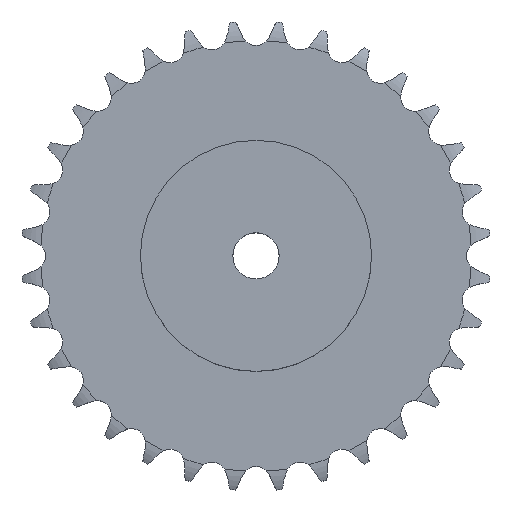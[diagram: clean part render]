
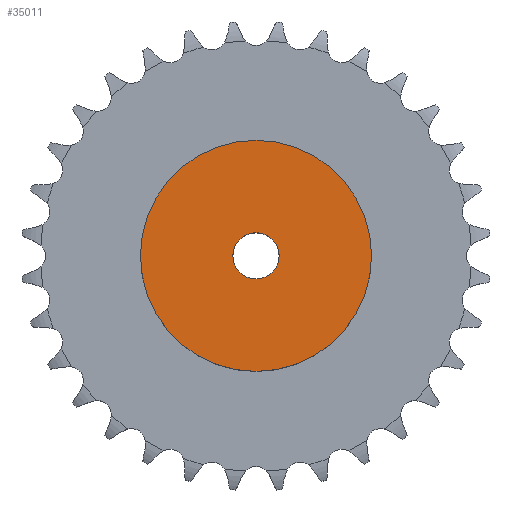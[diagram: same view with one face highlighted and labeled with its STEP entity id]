
A CAD part, top view. The second image highlights one B-rep face of the part: STEP entity #35011.
In plain terms, the highlighted planar face has unit normal (0, 0, 1).
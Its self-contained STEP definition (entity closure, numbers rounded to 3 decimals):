
#4089 = CYLINDRICAL_SURFACE('',#4090,50.);
#4090 = AXIS2_PLACEMENT_3D('',#4091,#4092,#4093);
#4091 = CARTESIAN_POINT('',(0.,0.,0.));
#4092 = DIRECTION('',(-0.,-0.,-1.));
#4093 = DIRECTION('',(1.,0.,0.));
#21842 = VERTEX_POINT('',#21843);
#21843 = CARTESIAN_POINT('',(50.,0.,40.));
#21864 = EDGE_CURVE('',#21842,#21842,#21865,.T.);
#21865 = SURFACE_CURVE('',#21866,(#21871,#21878),.PCURVE_S1.);
#21866 = CIRCLE('',#21867,50.);
#21867 = AXIS2_PLACEMENT_3D('',#21868,#21869,#21870);
#21868 = CARTESIAN_POINT('',(0.,0.,40.));
#21869 = DIRECTION('',(0.,0.,1.));
#21870 = DIRECTION('',(1.,0.,0.));
#21871 = PCURVE('',#4089,#21872);
#21872 = DEFINITIONAL_REPRESENTATION('',(#21873),#21877);
#21873 = LINE('',#21874,#21875);
#21874 = CARTESIAN_POINT('',(-0.,-40.));
#21875 = VECTOR('',#21876,1.);
#21876 = DIRECTION('',(-1.,0.));
#21877 = ( GEOMETRIC_REPRESENTATION_CONTEXT(2) 
PARAMETRIC_REPRESENTATION_CONTEXT() REPRESENTATION_CONTEXT('2D SPACE',''
  ) );
#21878 = PCURVE('',#21879,#21884);
#21879 = PLANE('',#21880);
#21880 = AXIS2_PLACEMENT_3D('',#21881,#21882,#21883);
#21881 = CARTESIAN_POINT('',(0.,0.,40.)
  );
#21882 = DIRECTION('',(0.,0.,1.));
#21883 = DIRECTION('',(1.,0.,0.));
#21884 = DEFINITIONAL_REPRESENTATION('',(#21885),#21889);
#21885 = CIRCLE('',#21886,50.);
#21886 = AXIS2_PLACEMENT_2D('',#21887,#21888);
#21887 = CARTESIAN_POINT('',(0.,0.));
#21888 = DIRECTION('',(1.,0.));
#21889 = ( GEOMETRIC_REPRESENTATION_CONTEXT(2) 
PARAMETRIC_REPRESENTATION_CONTEXT() REPRESENTATION_CONTEXT('2D SPACE',''
  ) );
#29761 = CYLINDRICAL_SURFACE('',#29762,10.);
#29762 = AXIS2_PLACEMENT_3D('',#29763,#29764,#29765);
#29763 = CARTESIAN_POINT('',(0.,0.,307.371));
#29764 = DIRECTION('',(0.,0.,1.));
#29765 = DIRECTION('',(1.,0.,0.));
#35011 = ADVANCED_FACE('',(#35012,#35015),#21879,.T.);
#35012 = FACE_BOUND('',#35013,.T.);
#35013 = EDGE_LOOP('',(#35014));
#35014 = ORIENTED_EDGE('',*,*,#21864,.T.);
#35015 = FACE_BOUND('',#35016,.T.);
#35016 = EDGE_LOOP('',(#35017));
#35017 = ORIENTED_EDGE('',*,*,#35018,.F.);
#35018 = EDGE_CURVE('',#35019,#35019,#35021,.T.);
#35019 = VERTEX_POINT('',#35020);
#35020 = CARTESIAN_POINT('',(10.,0.,40.));
#35021 = SURFACE_CURVE('',#35022,(#35027,#35034),.PCURVE_S1.);
#35022 = CIRCLE('',#35023,10.);
#35023 = AXIS2_PLACEMENT_3D('',#35024,#35025,#35026);
#35024 = CARTESIAN_POINT('',(0.,0.,40.));
#35025 = DIRECTION('',(0.,0.,1.));
#35026 = DIRECTION('',(1.,0.,0.));
#35027 = PCURVE('',#21879,#35028);
#35028 = DEFINITIONAL_REPRESENTATION('',(#35029),#35033);
#35029 = CIRCLE('',#35030,10.);
#35030 = AXIS2_PLACEMENT_2D('',#35031,#35032);
#35031 = CARTESIAN_POINT('',(0.,0.));
#35032 = DIRECTION('',(1.,0.));
#35033 = ( GEOMETRIC_REPRESENTATION_CONTEXT(2) 
PARAMETRIC_REPRESENTATION_CONTEXT() REPRESENTATION_CONTEXT('2D SPACE',''
  ) );
#35034 = PCURVE('',#29761,#35035);
#35035 = DEFINITIONAL_REPRESENTATION('',(#35036),#35040);
#35036 = LINE('',#35037,#35038);
#35037 = CARTESIAN_POINT('',(0.,-267.371));
#35038 = VECTOR('',#35039,1.);
#35039 = DIRECTION('',(1.,0.));
#35040 = ( GEOMETRIC_REPRESENTATION_CONTEXT(2) 
PARAMETRIC_REPRESENTATION_CONTEXT() REPRESENTATION_CONTEXT('2D SPACE',''
  ) );
